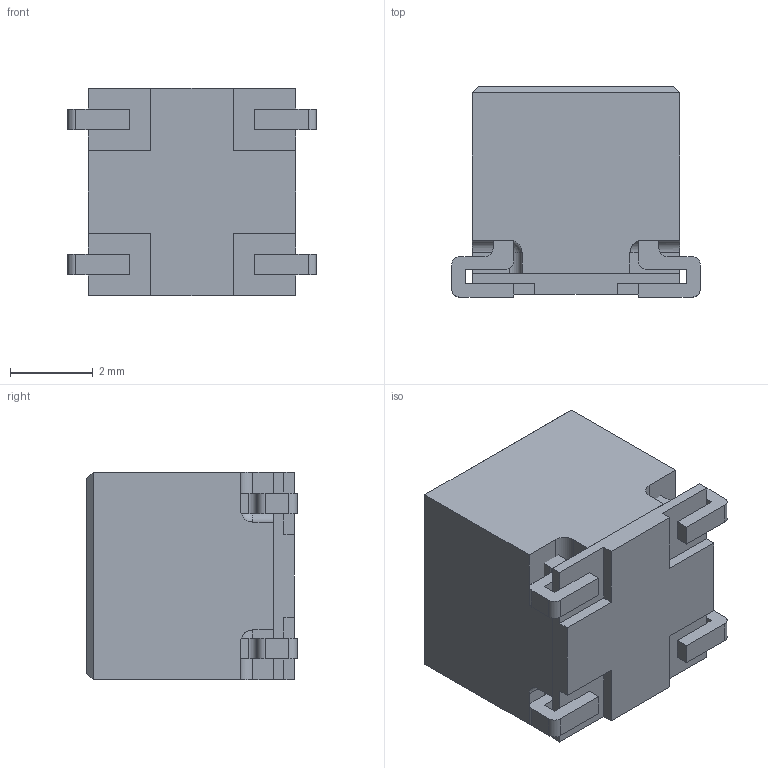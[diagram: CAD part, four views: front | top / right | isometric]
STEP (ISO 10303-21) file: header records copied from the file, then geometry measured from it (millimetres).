
FILE_DESCRIPTION(/* description */ ('','CAx-IF Rec.Pracs.---Representation and Presentation of Product Manufacturing Information (PMI)---4.0---2014-10-13'),/* implementation_level */ '2;1');
FILE_NAME(/* name */ 'PLT5BPH1015R6SN.step',/* time_stamp */ '2020-02-28T20:46:50+03:00',/* author */ ('Andre'),/* organization */ (''),/* preprocessor_version */ 'ST-DEVELOPER v18',/* originating_system */ 'Autodesk Inventor 2020',/* authorisation */ '');
FILE_SCHEMA (('AP242_MANAGED_MODEL_BASED_3D_ENGINEERING_MIM_LF { 1 0 10303 442 1 1 4 }'));
Length unit declared in the file: millimetre
Products named in the file (1): Деталь2
Bounding box: 6 x 5.07 x 5 mm (x, y, z)
Volume: 120.7 mm3; surface area: 219.1 mm2
Topology: 2 solids, 2 shells, 114 faces, 581 edges, 740 vertices
Faces by surface type: plane 88, cylinder 25, sphere 1
Entity records: 5118 total; most frequent: CARTESIAN_POINT 1184, ORIENTED_EDGE 624, DIRECTION 615, STYLED_ITEM 395, EDGE_CURVE 312, POLYLINE 269, LINE 265, VECTOR 265
